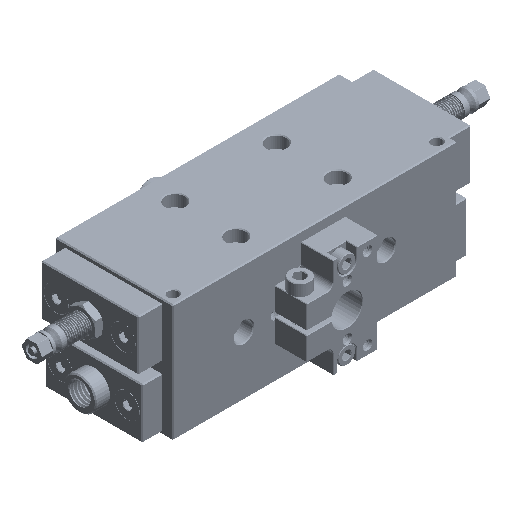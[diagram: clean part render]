
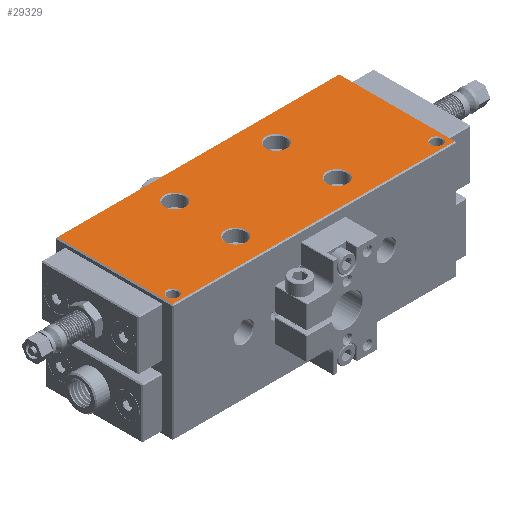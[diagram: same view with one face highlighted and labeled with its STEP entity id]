
A CAD part, isometric view. The second image highlights one B-rep face of the part: STEP entity #29329.
In plain terms, the highlighted planar face has unit normal (0, 0, 1).
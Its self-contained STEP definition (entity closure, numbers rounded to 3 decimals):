
#225=FACE_BOUND('',#2968,.T.);
#226=FACE_BOUND('',#2969,.T.);
#227=FACE_BOUND('',#2970,.T.);
#228=FACE_BOUND('',#2971,.T.);
#229=FACE_BOUND('',#2972,.T.);
#230=FACE_BOUND('',#2973,.T.);
#417=PLANE('',#31240);
#1247=FACE_OUTER_BOUND('',#2967,.T.);
#2967=EDGE_LOOP('',(#20546,#20547,#20548,#20549));
#2968=EDGE_LOOP('',(#20550));
#2969=EDGE_LOOP('',(#20551));
#2970=EDGE_LOOP('',(#20552));
#2971=EDGE_LOOP('',(#20553));
#2972=EDGE_LOOP('',(#20554));
#2973=EDGE_LOOP('',(#20555));
#4319=CIRCLE('',#31241,5.1);
#4320=CIRCLE('',#31242,5.1);
#4321=CIRCLE('',#31243,2.9);
#4322=CIRCLE('',#31244,2.9);
#4323=CIRCLE('',#31245,5.1);
#4324=CIRCLE('',#31246,5.1);
#7684=LINE('',#59971,#9346);
#7686=LINE('',#59974,#9348);
#7689=LINE('',#59979,#9351);
#7691=LINE('',#59982,#9353);
#9346=VECTOR('',#34345,10.);
#9348=VECTOR('',#34349,10.);
#9351=VECTOR('',#34356,10.);
#9353=VECTOR('',#34360,10.);
#11568=VERTEX_POINT('',#59903);
#11571=VERTEX_POINT('',#59914);
#11574=VERTEX_POINT('',#59921);
#11582=VERTEX_POINT('',#59949);
#11596=VERTEX_POINT('',#60008);
#11597=VERTEX_POINT('',#60010);
#11598=VERTEX_POINT('',#60012);
#11599=VERTEX_POINT('',#60014);
#11600=VERTEX_POINT('',#60016);
#11601=VERTEX_POINT('',#60018);
#15081=EDGE_CURVE('',#11574,#11582,#7684,.T.);
#15083=EDGE_CURVE('',#11582,#11571,#7686,.T.);
#15086=EDGE_CURVE('',#11568,#11574,#7689,.T.);
#15088=EDGE_CURVE('',#11571,#11568,#7691,.T.);
#15099=EDGE_CURVE('',#11596,#11596,#4319,.T.);
#15100=EDGE_CURVE('',#11597,#11597,#4320,.T.);
#15101=EDGE_CURVE('',#11598,#11598,#4321,.T.);
#15102=EDGE_CURVE('',#11599,#11599,#4322,.T.);
#15103=EDGE_CURVE('',#11600,#11600,#4323,.T.);
#15104=EDGE_CURVE('',#11601,#11601,#4324,.T.);
#20546=ORIENTED_EDGE('',*,*,#15081,.F.);
#20547=ORIENTED_EDGE('',*,*,#15086,.F.);
#20548=ORIENTED_EDGE('',*,*,#15088,.F.);
#20549=ORIENTED_EDGE('',*,*,#15083,.F.);
#20550=ORIENTED_EDGE('',*,*,#15099,.F.);
#20551=ORIENTED_EDGE('',*,*,#15100,.F.);
#20552=ORIENTED_EDGE('',*,*,#15101,.F.);
#20553=ORIENTED_EDGE('',*,*,#15102,.F.);
#20554=ORIENTED_EDGE('',*,*,#15103,.F.);
#20555=ORIENTED_EDGE('',*,*,#15104,.F.);
#29329=ADVANCED_FACE('',(#1247,#225,#226,#227,#228,#229,#230),#417,.T.);
#31240=AXIS2_PLACEMENT_3D('',#60007,#34390,#34391);
#31241=AXIS2_PLACEMENT_3D('',#60009,#34392,#34393);
#31242=AXIS2_PLACEMENT_3D('',#60011,#34394,#34395);
#31243=AXIS2_PLACEMENT_3D('',#60013,#34396,#34397);
#31244=AXIS2_PLACEMENT_3D('',#60015,#34398,#34399);
#31245=AXIS2_PLACEMENT_3D('',#60017,#34400,#34401);
#31246=AXIS2_PLACEMENT_3D('',#60019,#34402,#34403);
#34345=DIRECTION('',(1.,0.,0.));
#34349=DIRECTION('',(0.,-1.,0.));
#34356=DIRECTION('',(0.,1.,0.));
#34360=DIRECTION('',(-1.,0.,0.));
#34390=DIRECTION('center_axis',(0.,0.,1.));
#34391=DIRECTION('ref_axis',(1.,0.,0.));
#34392=DIRECTION('center_axis',(0.,0.,1.));
#34393=DIRECTION('ref_axis',(1.,0.,0.));
#34394=DIRECTION('center_axis',(0.,0.,1.));
#34395=DIRECTION('ref_axis',(1.,0.,0.));
#34396=DIRECTION('center_axis',(0.,0.,1.));
#34397=DIRECTION('ref_axis',(1.,0.,0.));
#34398=DIRECTION('center_axis',(0.,0.,1.));
#34399=DIRECTION('ref_axis',(1.,0.,0.));
#34400=DIRECTION('center_axis',(0.,0.,1.));
#34401=DIRECTION('ref_axis',(1.,0.,0.));
#34402=DIRECTION('center_axis',(0.,0.,1.));
#34403=DIRECTION('ref_axis',(1.,0.,0.));
#59903=CARTESIAN_POINT('',(0.5,0.5,58.));
#59914=CARTESIAN_POINT('',(139.5,0.5,58.));
#59921=CARTESIAN_POINT('',(0.5,57.5,58.));
#59949=CARTESIAN_POINT('',(139.5,57.5,58.));
#59971=CARTESIAN_POINT('',(105.,57.5,58.));
#59974=CARTESIAN_POINT('',(139.5,14.5,58.));
#59979=CARTESIAN_POINT('',(0.5,43.5,58.));
#59982=CARTESIAN_POINT('',(35.,0.5,58.));
#60007=CARTESIAN_POINT('Origin',(70.,29.,58.));
#60008=CARTESIAN_POINT('',(39.9,14.,58.));
#60009=CARTESIAN_POINT('Origin',(45.,14.,58.));
#60010=CARTESIAN_POINT('',(89.9,44.,58.));
#60011=CARTESIAN_POINT('Origin',(95.,44.,58.));
#60012=CARTESIAN_POINT('',(132.1,5.,58.));
#60013=CARTESIAN_POINT('Origin',(135.,5.,58.));
#60014=CARTESIAN_POINT('',(2.1,5.,58.));
#60015=CARTESIAN_POINT('Origin',(5.,5.,58.));
#60016=CARTESIAN_POINT('',(89.9,14.,58.));
#60017=CARTESIAN_POINT('Origin',(95.,14.,58.));
#60018=CARTESIAN_POINT('',(39.9,44.,58.));
#60019=CARTESIAN_POINT('Origin',(45.,44.,58.));
